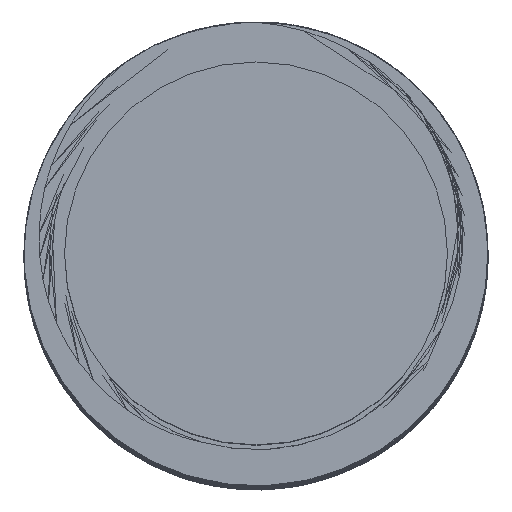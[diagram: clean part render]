
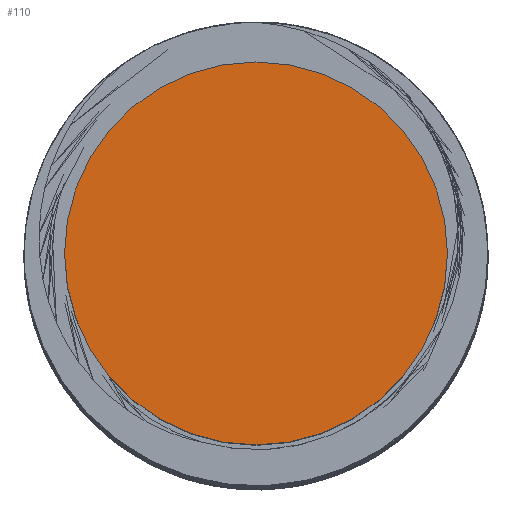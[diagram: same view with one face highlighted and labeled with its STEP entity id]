
A CAD part, top view. The second image highlights one B-rep face of the part: STEP entity #110.
In plain terms, the highlighted planar face has unit normal (0, 0, 1).
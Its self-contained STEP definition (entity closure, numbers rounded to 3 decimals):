
#99=FACE_OUTER_BOUND('',#164,.T.);
#110=ADVANCED_FACE('',(#99),#119,.T.);
#119=PLANE('',#280);
#164=EDGE_LOOP('',(#208));
#208=ORIENTED_EDGE('',*,*,#251,.T.);
#229=VERTEX_POINT('',#10143);
#251=EDGE_CURVE('',#229,#229,#261,.T.);
#261=CIRCLE('',#278,3.3);
#278=AXIS2_PLACEMENT_3D('',#10142,#317,#318);
#280=AXIS2_PLACEMENT_3D('',#10145,#321,#322);
#317=DIRECTION('',(0.,0.,1.));
#318=DIRECTION('',(1.,0.,0.));
#321=DIRECTION('',(0.,0.,1.));
#322=DIRECTION('',(1.,0.,0.));
#10142=CARTESIAN_POINT('',(209.658,136.077,44.5));
#10143=CARTESIAN_POINT('',(212.958,136.077,44.5));
#10145=CARTESIAN_POINT('',(209.658,136.077,44.5));
